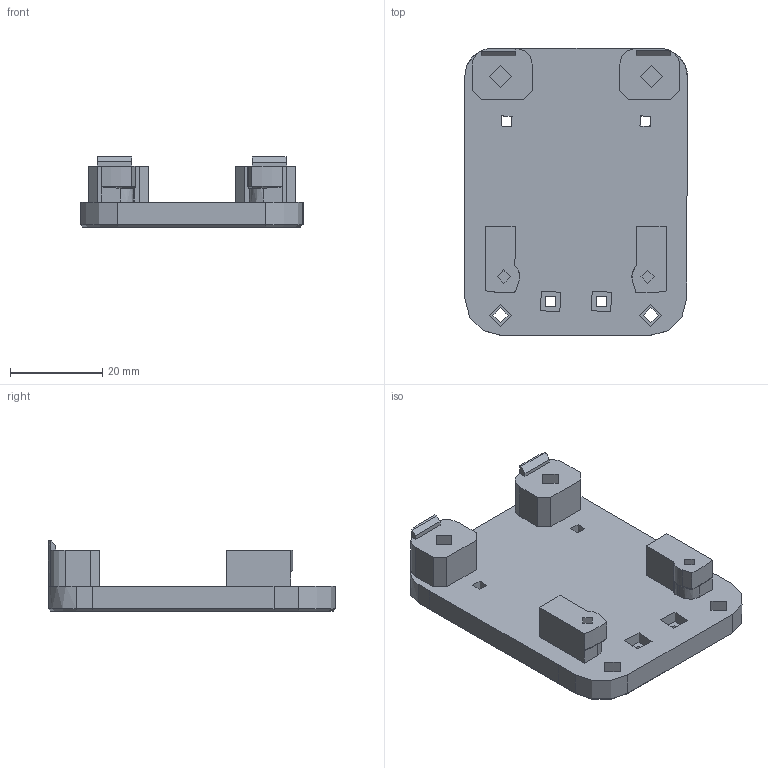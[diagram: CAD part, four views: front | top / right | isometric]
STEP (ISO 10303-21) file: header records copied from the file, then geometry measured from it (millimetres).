
FILE_DESCRIPTION(/* description */ (''),/* implementation_level */ '2;1');
FILE_NAME(/* name */ 'mount v4.step',/* time_stamp */ '2024-09-17T13:28:48-04:00',/* author */ (''),/* organization */ (''),/* preprocessor_version */ 'ST-DEVELOPER v20',/* originating_system */ 'Autodesk Translation Framework v13.14.0.145',/* authorisation */ '');
FILE_SCHEMA (('AUTOMOTIVE_DESIGN { 1 0 10303 214 3 1 1 }'));
Length unit declared in the file: millimetre
Products named in the file (1): mount
Bounding box: 48.2 x 62.11 x 15.2 mm (x, y, z)
Volume: 18700.1 mm3; surface area: 9046.2 mm2
Topology: 1 solids, 1 shells, 112 faces, 278 edges, 178 vertices
Faces by surface type: plane 62, cylinder 35, torus 11, cone 4
Full cylindrical faces by diameter (mm): 2.9 x2, 3.1 x4, 3.3 x2, 4.8 x4, 6 x2
Entity records: 3604 total; most frequent: CARTESIAN_POINT 880, ORIENTED_EDGE 556, DIRECTION 548, EDGE_CURVE 278, AXIS2_PLACEMENT_3D 190, VERTEX_POINT 178, LINE 168, VECTOR 168
